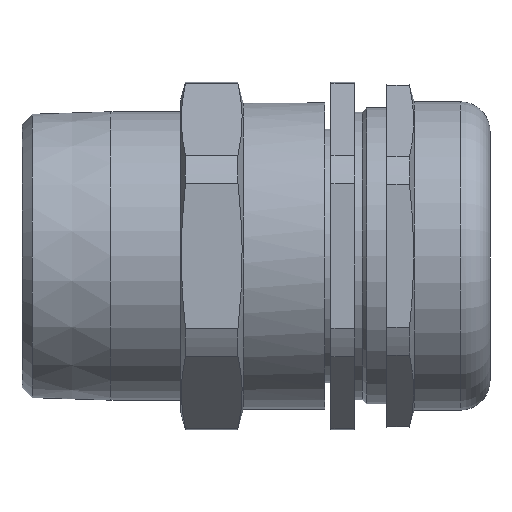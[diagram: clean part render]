
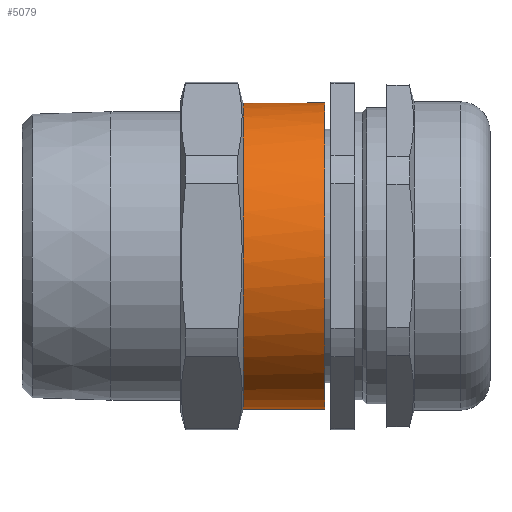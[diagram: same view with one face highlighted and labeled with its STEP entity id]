
A CAD part, front view. The second image highlights one B-rep face of the part: STEP entity #5079.
In plain terms, the highlighted cylindrical face has radius 38.77 mm (diameter 77.54 mm), a full revolution.
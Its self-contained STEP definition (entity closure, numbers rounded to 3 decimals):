
#41 = EDGE_CURVE ( 'NONE', #5249, #5249, #2645, .T. ) ;
#260 = ORIENTED_EDGE ( 'NONE', *, *, #41, .F. ) ;
#311 = DIRECTION ( 'NONE',  ( 1., 0., 0. ) ) ;
#706 = DIRECTION ( 'NONE',  ( 0., 0., -1. ) ) ;
#987 = AXIS2_PLACEMENT_3D ( 'NONE', #4048, #1418, #1499 ) ;
#1418 = DIRECTION ( 'NONE',  ( 1., 0., 0. ) ) ;
#1433 = CYLINDRICAL_SURFACE ( 'NONE', #2034, 38.77 ) ;
#1499 = DIRECTION ( 'NONE',  ( 0., 0., -1. ) ) ;
#2034 = AXIS2_PLACEMENT_3D ( 'NONE', #3358, #311, #706 ) ;
#2605 = CARTESIAN_POINT ( 'NONE',  ( 76.75, 0., 0. ) ) ;
#2609 = FACE_OUTER_BOUND ( 'NONE', #4238, .T. ) ;
#2645 = CIRCLE ( 'NONE', #3706, 38.77 ) ;
#3358 = CARTESIAN_POINT ( 'NONE',  ( 76.75, 0., 0. ) ) ;
#3538 = CARTESIAN_POINT ( 'NONE',  ( 56.1, 0., -38.77 ) ) ;
#3689 = EDGE_CURVE ( 'NONE', #4917, #4917, #5680, .T. ) ;
#3706 = AXIS2_PLACEMENT_3D ( 'NONE', #2605, #5647, #3992 ) ;
#3992 = DIRECTION ( 'NONE',  ( 0., 0., -1. ) ) ;
#4048 = CARTESIAN_POINT ( 'NONE',  ( 56.1, 0., 0. ) ) ;
#4238 = EDGE_LOOP ( 'NONE', ( #4554 ) ) ;
#4554 = ORIENTED_EDGE ( 'NONE', *, *, #3689, .T. ) ;
#4561 = EDGE_LOOP ( 'NONE', ( #260 ) ) ;
#4783 = FACE_OUTER_BOUND ( 'NONE', #4561, .T. ) ;
#4917 = VERTEX_POINT ( 'NONE', #3538 ) ;
#5079 = ADVANCED_FACE ( 'NONE', ( #4783, #2609 ), #1433, .T. ) ;
#5249 = VERTEX_POINT ( 'NONE', #5262 ) ;
#5262 = CARTESIAN_POINT ( 'NONE',  ( 76.75, 0., -38.77 ) ) ;
#5647 = DIRECTION ( 'NONE',  ( 1., 0., 0. ) ) ;
#5680 = CIRCLE ( 'NONE', #987, 38.77 ) ;
